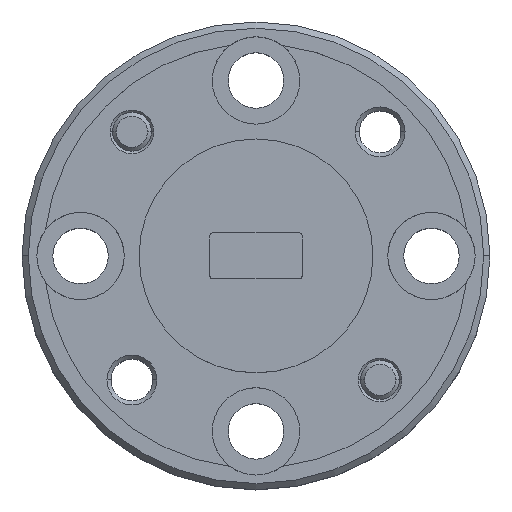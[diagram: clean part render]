
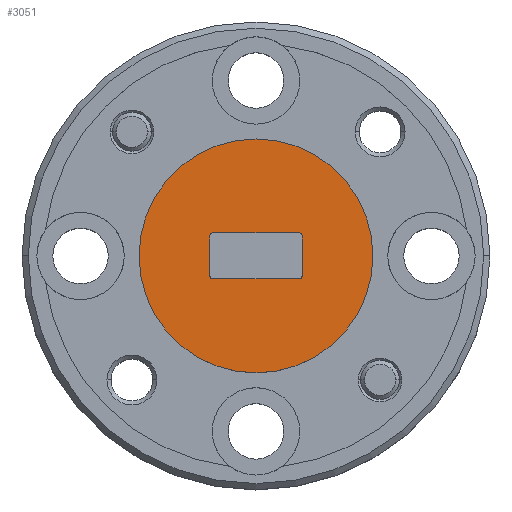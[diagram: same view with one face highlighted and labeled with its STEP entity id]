
A CAD part, top view. The second image highlights one B-rep face of the part: STEP entity #3051.
In plain terms, the highlighted planar face has unit normal (0, 0, 1).
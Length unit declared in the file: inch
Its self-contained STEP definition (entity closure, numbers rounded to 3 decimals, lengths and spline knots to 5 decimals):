
#13 = CARTESIAN_POINT ( 'NONE',  ( -0.074, 0.032, 0. ) ) ;
#89 = DIRECTION ( 'NONE',  ( 1., 0., 0. ) ) ;
#95 = CARTESIAN_POINT ( 'NONE',  ( 0., 0., 0. ) ) ;
#154 = VECTOR ( 'NONE', #775, 39.37008 ) ;
#197 = DIRECTION ( 'NONE',  ( 1., 0., 0. ) ) ;
#210 = CARTESIAN_POINT ( 'NONE',  ( 0.074, -0.032, 0. ) ) ;
#253 = CIRCLE ( 'NONE', #1013, 0.005 ) ;
#381 = CARTESIAN_POINT ( 'NONE',  ( -0.069, 0.037, 0. ) ) ;
#421 = AXIS2_PLACEMENT_3D ( 'NONE', #1691, #1629, #1246 ) ;
#472 = VERTEX_POINT ( 'NONE', #5587 ) ;
#496 = CARTESIAN_POINT ( 'NONE',  ( -0.074, -0.037, 0. ) ) ;
#547 = VERTEX_POINT ( 'NONE', #5764 ) ;
#576 = EDGE_CURVE ( 'NONE', #2357, #2062, #5584, .T. ) ;
#775 = DIRECTION ( 'NONE',  ( 0., 1., 0. ) ) ;
#834 = DIRECTION ( 'NONE',  ( 0., 0., -1. ) ) ;
#895 = AXIS2_PLACEMENT_3D ( 'NONE', #95, #2260, #944 ) ;
#905 = CARTESIAN_POINT ( 'NONE',  ( 0.074, 0.032, 0. ) ) ;
#911 = DIRECTION ( 'NONE',  ( 1., 0., 0. ) ) ;
#944 = DIRECTION ( 'NONE',  ( 1., 0., 0. ) ) ;
#999 = FACE_OUTER_BOUND ( 'NONE', #5794, .T. ) ;
#1013 = AXIS2_PLACEMENT_3D ( 'NONE', #5657, #4385, #5304 ) ;
#1017 = CIRCLE ( 'NONE', #5801, 0.005 ) ;
#1123 = EDGE_CURVE ( 'NONE', #472, #4836, #1434, .T. ) ;
#1168 = LINE ( 'NONE', #3864, #154 ) ;
#1246 = DIRECTION ( 'NONE',  ( 1., 0., 0. ) ) ;
#1339 = DIRECTION ( 'NONE',  ( 1., 0., 0. ) ) ;
#1434 = LINE ( 'NONE', #4142, #5035 ) ;
#1460 = CARTESIAN_POINT ( 'NONE',  ( -0.074, 0.037, 0. ) ) ;
#1513 = EDGE_CURVE ( 'NONE', #1517, #4836, #253, .T. ) ;
#1517 = VERTEX_POINT ( 'NONE', #210 ) ;
#1629 = DIRECTION ( 'NONE',  ( 0., 0., 1. ) ) ;
#1691 = CARTESIAN_POINT ( 'NONE',  ( 0., 0., 0. ) ) ;
#1772 = EDGE_LOOP ( 'NONE', ( #3081, #5395, #2344, #2798, #2951, #5590, #5480, #4776 ) ) ;
#1800 = CARTESIAN_POINT ( 'NONE',  ( 0.069, 0.037, 0. ) ) ;
#1827 = VERTEX_POINT ( 'NONE', #13 ) ;
#1857 = EDGE_CURVE ( 'NONE', #5580, #3595, #4996, .T. ) ;
#2007 = DIRECTION ( 'NONE',  ( -1., 0., 0. ) ) ;
#2062 = VERTEX_POINT ( 'NONE', #4262 ) ;
#2141 = CARTESIAN_POINT ( 'NONE',  ( 0., 0., 0. ) ) ;
#2175 = EDGE_CURVE ( 'NONE', #5580, #5103, #3747, .T. ) ;
#2197 = VECTOR ( 'NONE', #2007, 39.37008 ) ;
#2251 = EDGE_CURVE ( 'NONE', #1827, #5103, #3729, .T. ) ;
#2260 = DIRECTION ( 'NONE',  ( 0., 0., 1. ) ) ;
#2344 = ORIENTED_EDGE ( 'NONE', *, *, #4986, .F. ) ;
#2357 = VERTEX_POINT ( 'NONE', #4008 ) ;
#2365 = CARTESIAN_POINT ( 'NONE',  ( -0.069, 0.032, 0. ) ) ;
#2685 = CIRCLE ( 'NONE', #4323, 0.1875 ) ;
#2798 = ORIENTED_EDGE ( 'NONE', *, *, #1513, .T. ) ;
#2915 = ORIENTED_EDGE ( 'NONE', *, *, #5353, .T. ) ;
#2951 = ORIENTED_EDGE ( 'NONE', *, *, #1123, .F. ) ;
#3051 = ADVANCED_FACE ( 'NONE', ( #4629, #999 ), #5017, .T. ) ;
#3081 = ORIENTED_EDGE ( 'NONE', *, *, #2175, .F. ) ;
#3135 = CARTESIAN_POINT ( 'NONE',  ( 0.069, 0.032, 0. ) ) ;
#3323 = VECTOR ( 'NONE', #4156, 39.37008 ) ;
#3386 = AXIS2_PLACEMENT_3D ( 'NONE', #3135, #4087, #911 ) ;
#3568 = CARTESIAN_POINT ( 'NONE',  ( -0.069, -0.032, 0. ) ) ;
#3595 = VERTEX_POINT ( 'NONE', #905 ) ;
#3729 = CIRCLE ( 'NONE', #4591, 0.005 ) ;
#3747 = LINE ( 'NONE', #1460, #2197 ) ;
#3790 = LINE ( 'NONE', #496, #3323 ) ;
#3864 = CARTESIAN_POINT ( 'NONE',  ( 0.074, -0.037, 0. ) ) ;
#4008 = CARTESIAN_POINT ( 'NONE',  ( 0.1875, 0., 0. ) ) ;
#4087 = DIRECTION ( 'NONE',  ( 0., 0., -1. ) ) ;
#4142 = CARTESIAN_POINT ( 'NONE',  ( -0.074, -0.037, 0. ) ) ;
#4156 = DIRECTION ( 'NONE',  ( 0., -1., 0. ) ) ;
#4262 = CARTESIAN_POINT ( 'NONE',  ( -0.1875, 0., 0. ) ) ;
#4323 = AXIS2_PLACEMENT_3D ( 'NONE', #2141, #5316, #197 ) ;
#4385 = DIRECTION ( 'NONE',  ( 0., 0., -1. ) ) ;
#4591 = AXIS2_PLACEMENT_3D ( 'NONE', #2365, #4674, #89 ) ;
#4629 = FACE_BOUND ( 'NONE', #1772, .T. ) ;
#4674 = DIRECTION ( 'NONE',  ( 0., 0., -1. ) ) ;
#4776 = ORIENTED_EDGE ( 'NONE', *, *, #2251, .T. ) ;
#4836 = VERTEX_POINT ( 'NONE', #5865 ) ;
#4986 = EDGE_CURVE ( 'NONE', #1517, #3595, #1168, .T. ) ;
#4996 = CIRCLE ( 'NONE', #3386, 0.005 ) ;
#4997 = ORIENTED_EDGE ( 'NONE', *, *, #576, .T. ) ;
#5017 = PLANE ( 'NONE',  #895 ) ;
#5035 = VECTOR ( 'NONE', #5155, 39.37008 ) ;
#5103 = VERTEX_POINT ( 'NONE', #381 ) ;
#5155 = DIRECTION ( 'NONE',  ( 1., 0., 0. ) ) ;
#5224 = EDGE_CURVE ( 'NONE', #472, #547, #1017, .T. ) ;
#5291 = EDGE_CURVE ( 'NONE', #1827, #547, #3790, .T. ) ;
#5304 = DIRECTION ( 'NONE',  ( 1., 0., 0. ) ) ;
#5316 = DIRECTION ( 'NONE',  ( 0., 0., 1. ) ) ;
#5353 = EDGE_CURVE ( 'NONE', #2062, #2357, #2685, .T. ) ;
#5395 = ORIENTED_EDGE ( 'NONE', *, *, #1857, .T. ) ;
#5480 = ORIENTED_EDGE ( 'NONE', *, *, #5291, .F. ) ;
#5580 = VERTEX_POINT ( 'NONE', #1800 ) ;
#5584 = CIRCLE ( 'NONE', #421, 0.1875 ) ;
#5587 = CARTESIAN_POINT ( 'NONE',  ( -0.069, -0.037, 0. ) ) ;
#5590 = ORIENTED_EDGE ( 'NONE', *, *, #5224, .T. ) ;
#5657 = CARTESIAN_POINT ( 'NONE',  ( 0.069, -0.032, 0. ) ) ;
#5764 = CARTESIAN_POINT ( 'NONE',  ( -0.074, -0.032, 0. ) ) ;
#5794 = EDGE_LOOP ( 'NONE', ( #4997, #2915 ) ) ;
#5801 = AXIS2_PLACEMENT_3D ( 'NONE', #3568, #834, #1339 ) ;
#5865 = CARTESIAN_POINT ( 'NONE',  ( 0.069, -0.037, 0. ) ) ;
